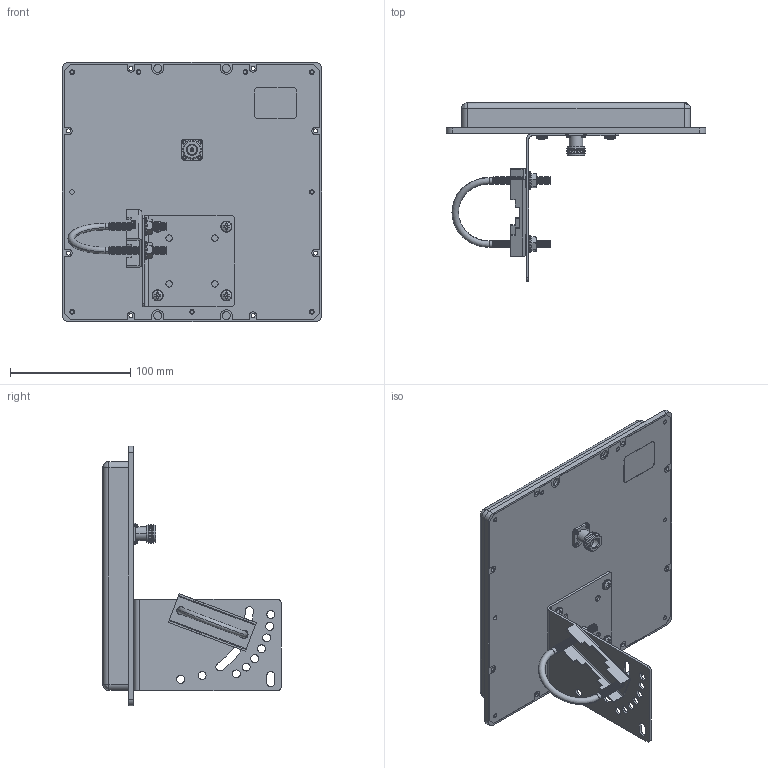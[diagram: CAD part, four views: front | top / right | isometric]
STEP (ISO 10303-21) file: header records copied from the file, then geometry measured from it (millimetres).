
FILE_DESCRIPTION (( 'STEP AP203' ), '1' );
FILE_NAME ('HG2458-09P.STEP', '2011-06-09T20:04:59', ( 'x' ), ( 'Microsoft' ), 'SwSTEP 2.0', 'SolidWorks 2010', '' );
FILE_SCHEMA (( 'CONFIG_CONTROL_DESIGN' ));
Length unit declared in the file: inch
Products named in the file (8): XF132-1001110; 10-24x.5 PHP_MS; HG2458-09P; XANF-4010; XF117-1001010; HG2416P_Thead; HGX-PMT06; HGX-PMT07
Assembly tree (13 placements, depth 2):
  HG2458-09P
    10-24x.5 PHP_MS  x4
    HG2416P_Thead  x4
    XANF-4010
    HGX-PMT07
    XF117-1001010
    HGX-PMT06
    XF132-1001110
Bounding box: 215.9 x 148.3 x 215.9 mm (x, y, z)
Volume: 164869.7 mm3; surface area: 271728.3 mm2
Topology: 13 solids, 14 shells, 1358 faces, 3084 edges, 1801 vertices
Faces by surface type: cone 704, plane 294, cylinder 287, torus 62, bspline 11
Entity records: 32213 total; most frequent: CARTESIAN_POINT 6522, DIRECTION 5578, ORIENTED_EDGE 4852, EDGE_CURVE 2432, AXIS2_PLACEMENT_3D 2173, VERTEX_POINT 1453, LINE 1232, VECTOR 1232
